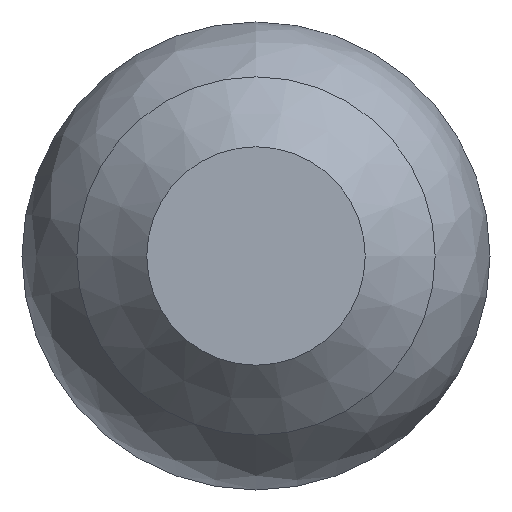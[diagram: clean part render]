
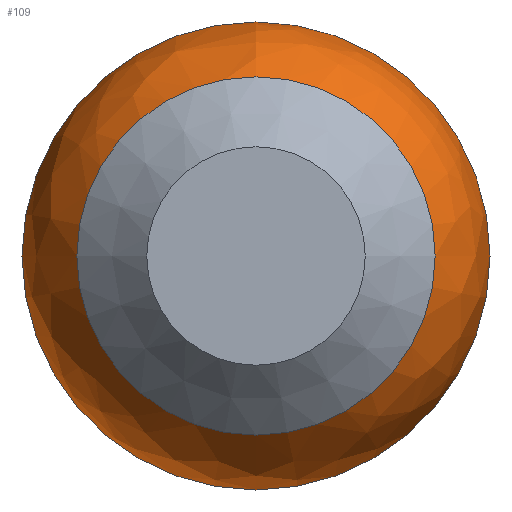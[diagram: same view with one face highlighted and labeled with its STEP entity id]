
A CAD part, front view. The second image highlights one B-rep face of the part: STEP entity #109.
In plain terms, the highlighted free-form (B-spline) face has degree [2, 2] with [3, 9] control points.
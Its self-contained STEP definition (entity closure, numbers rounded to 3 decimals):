
#18=(
BOUNDED_SURFACE()
B_SPLINE_SURFACE(2,2,((#205,#206,#207,#208,#209,#210,#211,#212,#213),(#214,
#215,#216,#217,#218,#219,#220,#221,#222),(#223,#224,#225,#226,#227,#228,
#229,#230,#231)),.UNSPECIFIED.,.F.,.T.,.F.)
B_SPLINE_SURFACE_WITH_KNOTS((3,3),(3,2,2,2,3),(0.,0.785),(-3.142,
-1.571,0.,1.571,3.142),.UNSPECIFIED.)
GEOMETRIC_REPRESENTATION_ITEM()
RATIONAL_B_SPLINE_SURFACE(((1.,0.707,1.,0.707,1.,
0.707,1.,0.707,1.),(0.924,0.653,
0.924,0.653,0.924,0.653,0.924,
0.653,0.924),(1.,0.707,1.,0.707,
1.,0.707,1.,0.707,1.)))
REPRESENTATION_ITEM('')
SURFACE()
);
#31=FACE_OUTER_BOUND('',#38,.T.);
#38=EDGE_LOOP('',(#88,#89,#90,#91,#92,#93));
#46=CIRCLE('',#140,37.5);
#47=CIRCLE('',#141,37.5);
#48=CIRCLE('',#142,28.713);
#49=CIRCLE('',#143,28.713);
#50=CIRCLE('',#144,30.);
#56=VERTEX_POINT('',#200);
#57=VERTEX_POINT('',#201);
#58=VERTEX_POINT('',#232);
#59=VERTEX_POINT('',#233);
#66=EDGE_CURVE('',#56,#57,#46,.T.);
#68=EDGE_CURVE('',#57,#56,#47,.T.);
#69=EDGE_CURVE('',#58,#59,#48,.T.);
#70=EDGE_CURVE('',#59,#58,#49,.T.);
#71=EDGE_CURVE('',#59,#57,#50,.T.);
#88=ORIENTED_EDGE('',*,*,#69,.F.);
#89=ORIENTED_EDGE('',*,*,#70,.F.);
#90=ORIENTED_EDGE('',*,*,#71,.T.);
#91=ORIENTED_EDGE('',*,*,#68,.T.);
#92=ORIENTED_EDGE('',*,*,#66,.T.);
#93=ORIENTED_EDGE('',*,*,#71,.F.);
#109=ADVANCED_FACE('',(#31),#18,.F.);
#140=AXIS2_PLACEMENT_3D('',#202,#166,#167);
#141=AXIS2_PLACEMENT_3D('',#204,#169,#170);
#142=AXIS2_PLACEMENT_3D('',#234,#171,#172);
#143=AXIS2_PLACEMENT_3D('',#235,#173,#174);
#144=AXIS2_PLACEMENT_3D('',#236,#175,#176);
#166=DIRECTION('center_axis',(0.,-1.,0.));
#167=DIRECTION('ref_axis',(1.,0.,0.));
#169=DIRECTION('center_axis',(0.,-1.,0.));
#170=DIRECTION('ref_axis',(1.,0.,0.));
#171=DIRECTION('center_axis',(0.,-1.,0.));
#172=DIRECTION('ref_axis',(1.,0.,0.));
#173=DIRECTION('center_axis',(0.,-1.,0.));
#174=DIRECTION('ref_axis',(1.,0.,0.));
#175=DIRECTION('center_axis',(-1.,0.,0.));
#176=DIRECTION('ref_axis',(0.,0.,1.));
#200=CARTESIAN_POINT('',(-37.5,45.426,0.));
#201=CARTESIAN_POINT('',(0.,45.426,37.5));
#202=CARTESIAN_POINT('Origin',(0.,45.426,0.));
#204=CARTESIAN_POINT('Origin',(0.,45.426,0.));
#205=CARTESIAN_POINT('Ctrl Pts',(0.,45.426,37.5));
#206=CARTESIAN_POINT('Ctrl Pts',(-37.5,45.426,37.5));
#207=CARTESIAN_POINT('Ctrl Pts',(-37.5,45.426,0.));
#208=CARTESIAN_POINT('Ctrl Pts',(-37.5,45.426,-37.5));
#209=CARTESIAN_POINT('Ctrl Pts',(0.,45.426,-37.5));
#210=CARTESIAN_POINT('Ctrl Pts',(37.5,45.426,-37.5));
#211=CARTESIAN_POINT('Ctrl Pts',(37.5,45.426,0.));
#212=CARTESIAN_POINT('Ctrl Pts',(37.5,45.426,37.5));
#213=CARTESIAN_POINT('Ctrl Pts',(0.,45.426,37.5));
#214=CARTESIAN_POINT('Ctrl Pts',(0.,33.,37.5));
#215=CARTESIAN_POINT('Ctrl Pts',(-37.5,33.,37.5));
#216=CARTESIAN_POINT('Ctrl Pts',(-37.5,33.,0.));
#217=CARTESIAN_POINT('Ctrl Pts',(-37.5,33.,-37.5));
#218=CARTESIAN_POINT('Ctrl Pts',(0.,33.,-37.5));
#219=CARTESIAN_POINT('Ctrl Pts',(37.5,33.,-37.5));
#220=CARTESIAN_POINT('Ctrl Pts',(37.5,33.,0.));
#221=CARTESIAN_POINT('Ctrl Pts',(37.5,33.,37.5));
#222=CARTESIAN_POINT('Ctrl Pts',(0.,33.,37.5));
#223=CARTESIAN_POINT('Ctrl Pts',(0.,24.213,28.713));
#224=CARTESIAN_POINT('Ctrl Pts',(-28.713,24.213,28.713));
#225=CARTESIAN_POINT('Ctrl Pts',(-28.713,24.213,0.));
#226=CARTESIAN_POINT('Ctrl Pts',(-28.713,24.213,-28.713));
#227=CARTESIAN_POINT('Ctrl Pts',(0.,24.213,-28.713));
#228=CARTESIAN_POINT('Ctrl Pts',(28.713,24.213,-28.713));
#229=CARTESIAN_POINT('Ctrl Pts',(28.713,24.213,0.));
#230=CARTESIAN_POINT('Ctrl Pts',(28.713,24.213,28.713));
#231=CARTESIAN_POINT('Ctrl Pts',(0.,24.213,28.713));
#232=CARTESIAN_POINT('',(-28.713,24.213,0.));
#233=CARTESIAN_POINT('',(0.,24.213,28.713));
#234=CARTESIAN_POINT('Origin',(0.,24.213,0.));
#235=CARTESIAN_POINT('Origin',(0.,24.213,0.));
#236=CARTESIAN_POINT('Origin',(0.,45.426,7.5));
